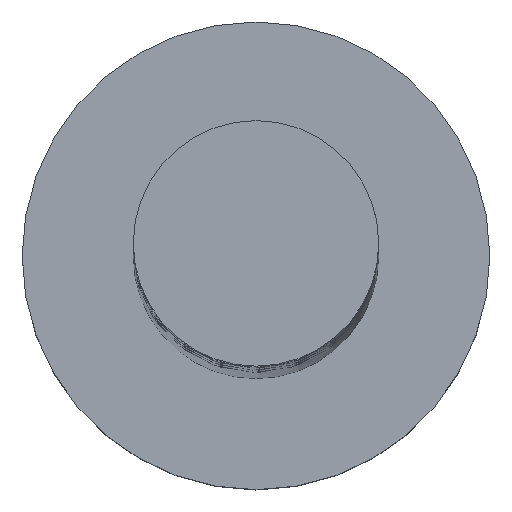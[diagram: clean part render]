
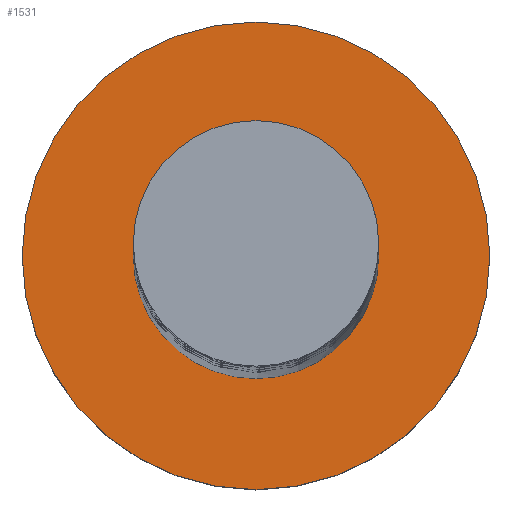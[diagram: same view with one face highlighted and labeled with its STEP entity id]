
A CAD part, top view. The second image highlights one B-rep face of the part: STEP entity #1531.
In plain terms, the highlighted planar face has unit normal (0, 0, 1).
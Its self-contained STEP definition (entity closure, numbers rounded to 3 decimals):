
#44 = DIRECTION ( 'NONE',  ( 0., 0., 1. ) ) ;
#98 = FACE_OUTER_BOUND ( 'NONE', #669, .T. ) ;
#207 = CARTESIAN_POINT ( 'NONE',  ( 0., 0., 3. ) ) ;
#208 = ORIENTED_EDGE ( 'NONE', *, *, #977, .T. ) ;
#228 = CARTESIAN_POINT ( 'NONE',  ( 2.1, 0., 3. ) ) ;
#235 = DIRECTION ( 'NONE',  ( 0., 0., 1. ) ) ;
#293 = CARTESIAN_POINT ( 'NONE',  ( 4., 0., 3. ) ) ;
#295 = DIRECTION ( 'NONE',  ( 1., 0., 0. ) ) ;
#325 = CIRCLE ( 'NONE', #524, 4. ) ;
#375 = EDGE_LOOP ( 'NONE', ( #395, #1072 ) ) ;
#395 = ORIENTED_EDGE ( 'NONE', *, *, #1450, .F. ) ;
#446 = CIRCLE ( 'NONE', #1321, 2.1 ) ;
#452 = CARTESIAN_POINT ( 'NONE',  ( 0., 0., 3. ) ) ;
#469 = DIRECTION ( 'NONE',  ( 0., 0., 1. ) ) ;
#471 = ORIENTED_EDGE ( 'NONE', *, *, #1484, .T. ) ;
#483 = VERTEX_POINT ( 'NONE', #228 ) ;
#524 = AXIS2_PLACEMENT_3D ( 'NONE', #1115, #44, #295 ) ;
#546 = CARTESIAN_POINT ( 'NONE',  ( -4., 0., 3. ) ) ;
#549 = VERTEX_POINT ( 'NONE', #546 ) ;
#668 = CARTESIAN_POINT ( 'NONE',  ( 0., 0., 3. ) ) ;
#669 = EDGE_LOOP ( 'NONE', ( #471, #208 ) ) ;
#675 = DIRECTION ( 'NONE',  ( 1., 0., 0. ) ) ;
#680 = CIRCLE ( 'NONE', #960, 2.1 ) ;
#685 = FACE_BOUND ( 'NONE', #375, .T. ) ;
#700 = DIRECTION ( 'NONE',  ( 1., 0., 0. ) ) ;
#711 = CARTESIAN_POINT ( 'NONE',  ( -2.1, 0., 3. ) ) ;
#783 = DIRECTION ( 'NONE',  ( 0., 0., 1. ) ) ;
#790 = DIRECTION ( 'NONE',  ( 1., 0., 0. ) ) ;
#792 = VERTEX_POINT ( 'NONE', #293 ) ;
#923 = DIRECTION ( 'NONE',  ( 0., 0., 1. ) ) ;
#935 = PLANE ( 'NONE',  #1241 ) ;
#960 = AXIS2_PLACEMENT_3D ( 'NONE', #207, #235, #675 ) ;
#977 = EDGE_CURVE ( 'NONE', #792, #549, #325, .T. ) ;
#1037 = CARTESIAN_POINT ( 'NONE',  ( 0., 0., 3. ) ) ;
#1072 = ORIENTED_EDGE ( 'NONE', *, *, #1191, .F. ) ;
#1115 = CARTESIAN_POINT ( 'NONE',  ( 0., 0., 3. ) ) ;
#1151 = DIRECTION ( 'NONE',  ( 1., 0., 0. ) ) ;
#1178 = VERTEX_POINT ( 'NONE', #711 ) ;
#1191 = EDGE_CURVE ( 'NONE', #483, #1178, #680, .T. ) ;
#1241 = AXIS2_PLACEMENT_3D ( 'NONE', #452, #923, #790 ) ;
#1272 = CIRCLE ( 'NONE', #1536, 4. ) ;
#1321 = AXIS2_PLACEMENT_3D ( 'NONE', #668, #469, #1151 ) ;
#1450 = EDGE_CURVE ( 'NONE', #1178, #483, #446, .T. ) ;
#1484 = EDGE_CURVE ( 'NONE', #549, #792, #1272, .T. ) ;
#1531 = ADVANCED_FACE ( 'NONE', ( #685, #98 ), #935, .T. ) ;
#1536 = AXIS2_PLACEMENT_3D ( 'NONE', #1037, #783, #700 ) ;
